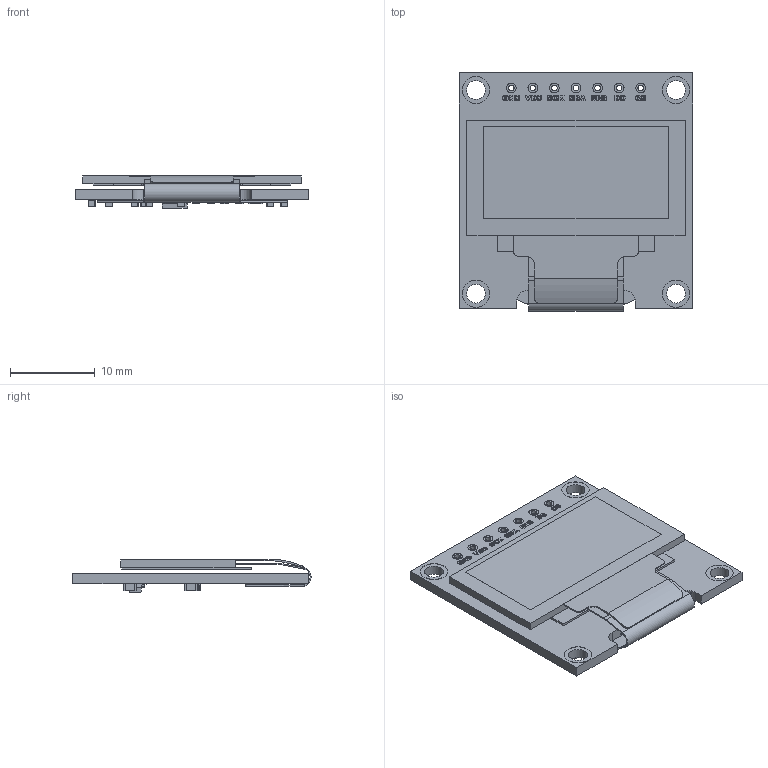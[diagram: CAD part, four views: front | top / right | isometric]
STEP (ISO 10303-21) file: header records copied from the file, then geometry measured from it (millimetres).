
FILE_DESCRIPTION(/* description */ (''),/* implementation_level */ '2;1');
FILE_NAME(/* name */ 'OLED_0.96.step',/* time_stamp */ '2020-11-09T02:29:46+00:00',/* author */ (''),/* organization */ (''),/* preprocessor_version */ 'ST-DEVELOPER v18.1',/* originating_system */ 'Autodesk Translation Framework v9.3.0.1241',/* authorisation */ '');
FILE_SCHEMA (('AUTOMOTIVE_DESIGN { 1 0 10303 214 3 1 1 }'));
Products named in the file (7): OLED_0.96; 0.96 OLED - Board - SPI; 0.96 OLED - Flat Reverse (1); 0.96 OLED - Flat Reverse; 0603 Resistor; SOT-23; 0603 Capacitor
Assembly tree (18 placements, depth 3):
  OLED_0.96
    0.96 OLED - Board - SPI
    0.96 OLED - Flat Reverse (1)
      0.96 OLED - Flat Reverse
    0603 Resistor  x6
    SOT-23
    0603 Capacitor  x8
Bounding box: 27.51 x 28.04 x 3.86 mm (x, y, z)
Volume: 1345.7 mm3; surface area: 3335.9 mm2
Topology: 23 solids, 43 shells, 1938 faces, 4720 edges, 3082 vertices
Faces by surface type: plane 1548, bspline 261, cylinder 129
Full cylindrical faces by diameter (mm): 0.66 x7, 0.8 x2, 1.143 x14, 2.21 x4, 3.226 x8
Entity records: 54927 total; most frequent: CARTESIAN_POINT 16436, ORIENTED_EDGE 7972, DIRECTION 6482, EDGE_CURVE 3986, LINE 3396, VECTOR 3396, VERTEX_POINT 2609, EDGE_LOOP 1792
